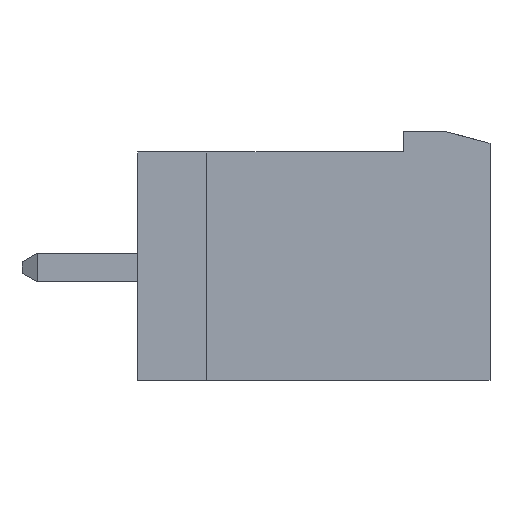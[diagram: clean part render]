
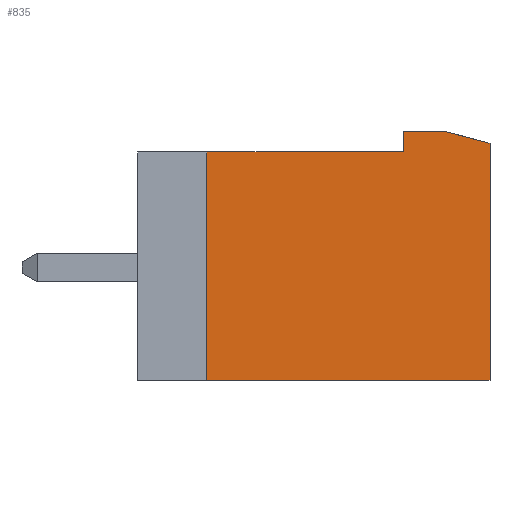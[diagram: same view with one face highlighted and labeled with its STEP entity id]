
A CAD part, front view. The second image highlights one B-rep face of the part: STEP entity #835.
In plain terms, the highlighted planar face has unit normal (0, -1, 0).
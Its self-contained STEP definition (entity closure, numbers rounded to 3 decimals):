
#835 = ADVANCED_FACE( '', ( #1911 ), #1912, .F. );
#1911 = FACE_OUTER_BOUND( '', #3203, .T. );
#1912 = PLANE( '', #3204 );
#3203 = EDGE_LOOP( '', ( #5680, #5681, #5682, #5683, #5684, #5685, #5686 ) );
#3204 = AXIS2_PLACEMENT_3D( '', #5687, #5688, #5689 );
#5680 = ORIENTED_EDGE( '', *, *, #8002, .T. );
#5681 = ORIENTED_EDGE( '', *, *, #7694, .T. );
#5682 = ORIENTED_EDGE( '', *, *, #8472, .T. );
#5683 = ORIENTED_EDGE( '', *, *, #8473, .T. );
#5684 = ORIENTED_EDGE( '', *, *, #8086, .T. );
#5685 = ORIENTED_EDGE( '', *, *, #8178, .T. );
#5686 = ORIENTED_EDGE( '', *, *, #7951, .T. );
#5687 = CARTESIAN_POINT( '', ( 0., -61.96, 195.7 ) );
#5688 = DIRECTION( '', ( 0., 1., 0. ) );
#5689 = DIRECTION( '', ( -1., 0., 0. ) );
#7694 = EDGE_CURVE( '', #9267, #9265, #9268, .T. );
#7951 = EDGE_CURVE( '', #9702, #9700, #9703, .T. );
#8002 = EDGE_CURVE( '', #9700, #9267, #9779, .T. );
#8086 = EDGE_CURVE( '', #9909, #9907, #9910, .T. );
#8178 = EDGE_CURVE( '', #9907, #9702, #10042, .T. );
#8472 = EDGE_CURVE( '', #9265, #10469, #10470, .T. );
#8473 = EDGE_CURVE( '', #10469, #9909, #10471, .T. );
#9265 = VERTEX_POINT( '', #11469 );
#9267 = VERTEX_POINT( '', #11472 );
#9268 = LINE( '', #11473, #11474 );
#9700 = VERTEX_POINT( '', #12110 );
#9702 = VERTEX_POINT( '', #12113 );
#9703 = LINE( '', #12114, #12115 );
#9779 = LINE( '', #12228, #12229 );
#9907 = VERTEX_POINT( '', #12414 );
#9909 = VERTEX_POINT( '', #12417 );
#9910 = LINE( '', #12418, #12419 );
#10042 = LINE( '', #12619, #12620 );
#10469 = VERTEX_POINT( '', #13270 );
#10470 = LINE( '', #13271, #13272 );
#10471 = LINE( '', #13273, #13274 );
#11469 = CARTESIAN_POINT( '', ( -6.8, -61.96, 195. ) );
#11472 = CARTESIAN_POINT( '', ( 0., -61.96, 195. ) );
#11473 = CARTESIAN_POINT( '', ( -6.8, -61.96, 195. ) );
#11474 = VECTOR( '', #14281, 1000. );
#12110 = CARTESIAN_POINT( '', ( 0., -61.96, 195.7 ) );
#12113 = CARTESIAN_POINT( '', ( 1.507, -61.96, 195.7 ) );
#12114 = CARTESIAN_POINT( '', ( 0., -61.96, 195.7 ) );
#12115 = VECTOR( '', #14508, 1000. );
#12228 = CARTESIAN_POINT( '', ( 0., -61.96, 195.2 ) );
#12229 = VECTOR( '', #14549, 1000. );
#12414 = CARTESIAN_POINT( '', ( 3., -61.96, 195.3 ) );
#12417 = CARTESIAN_POINT( '', ( 3., -61.96, 187.1 ) );
#12418 = CARTESIAN_POINT( '', ( 3., -61.96, 195.3 ) );
#12419 = VECTOR( '', #14635, 1000. );
#12619 = CARTESIAN_POINT( '', ( 1.507, -61.96, 195.7 ) );
#12620 = VECTOR( '', #14704, 1000. );
#13270 = CARTESIAN_POINT( '', ( -6.8, -61.96, 187.1 ) );
#13271 = CARTESIAN_POINT( '', ( -6.8, -61.96, 187.1 ) );
#13272 = VECTOR( '', #14922, 1000. );
#13273 = CARTESIAN_POINT( '', ( 3., -61.96, 187.1 ) );
#13274 = VECTOR( '', #14923, 1000. );
#14281 = DIRECTION( '', ( -1., 0., 0. ) );
#14508 = DIRECTION( '', ( -1., 0., 0. ) );
#14549 = DIRECTION( '', ( 0., 0., -1. ) );
#14635 = DIRECTION( '', ( 0., 0., 1. ) );
#14704 = DIRECTION( '', ( -0.966, 0., 0.259 ) );
#14922 = DIRECTION( '', ( 0., 0., -1. ) );
#14923 = DIRECTION( '', ( 1., 0., 0. ) );
